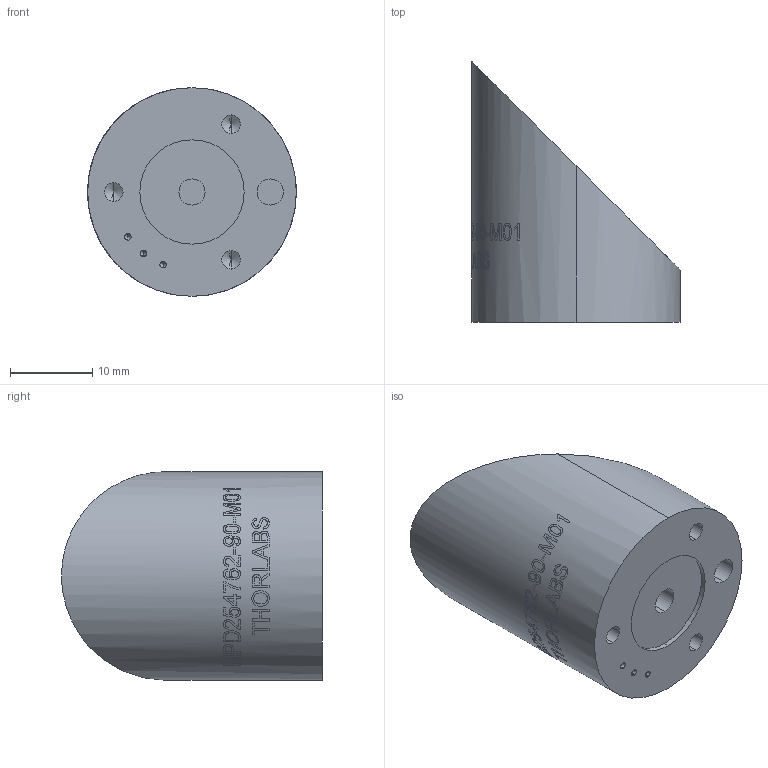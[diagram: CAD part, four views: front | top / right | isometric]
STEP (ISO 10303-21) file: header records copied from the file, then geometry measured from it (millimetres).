
FILE_DESCRIPTION (( 'STEP AP203' ), '1' );
FILE_NAME ('21175-E0W.STEP', '2014-09-08T18:19:08', ( 'admin' ), ( '' ), 'SwSTEP 2.0', 'SolidWorks 2014', '' );
FILE_SCHEMA (( 'CONFIG_CONTROL_DESIGN' ));
Length unit declared in the file: inch
Products named in the file (1): 21175-E0W
Bounding box: 25.4 x 31.75 x 25.4 mm (x, y, z)
Volume: 9313.2 mm3; surface area: 2964.4 mm2
Topology: 1 solids, 1 shells, 68 faces, 363 edges, 330 vertices
Faces by surface type: cylinder 50, cone 12, plane 4, bspline 2
Entity records: 7084 total; most frequent: CARTESIAN_POINT 4242, ORIENTED_EDGE 702, DIRECTION 418, EDGE_CURVE 351, VERTEX_POINT 330, AXIS2_PLACEMENT_3D 171, B_SPLINE_CURVE_WITH_KNOTS 171, EDGE_LOOP 113
